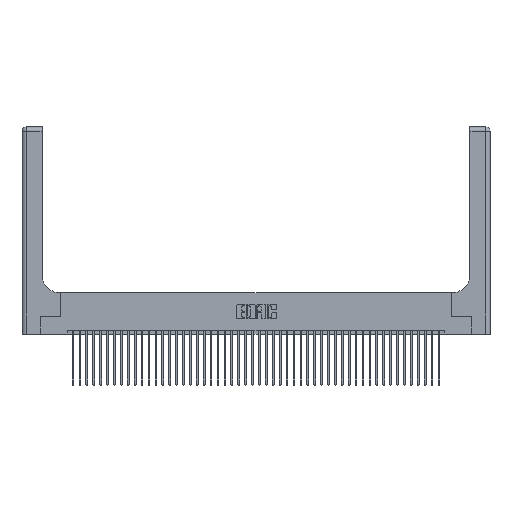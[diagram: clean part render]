
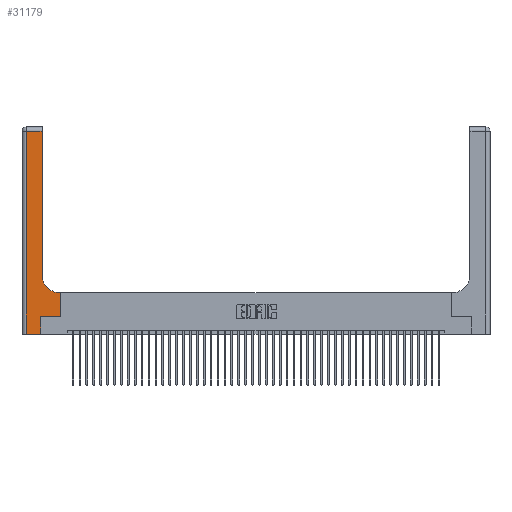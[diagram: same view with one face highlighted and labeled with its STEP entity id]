
A CAD part, top view. The second image highlights one B-rep face of the part: STEP entity #31179.
In plain terms, the highlighted planar face has unit normal (0, 0, 1).
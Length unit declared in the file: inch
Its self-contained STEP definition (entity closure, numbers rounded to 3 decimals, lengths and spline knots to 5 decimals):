
#226 = DIRECTION ( 'NONE',  ( 0., -1., 0. ) ) ;
#386 = CARTESIAN_POINT ( 'NONE',  ( 0.06, 2.94, 0.37 ) ) ;
#494 = EDGE_CURVE ( 'NONE', #32999, #26146, #18412, .T. ) ;
#1139 = CARTESIAN_POINT ( 'NONE',  ( 0.5415, 0.85, 0.37 ) ) ;
#1988 = CARTESIAN_POINT ( 'NONE',  ( 0.2915, 2.94, 0.37 ) ) ;
#3115 = EDGE_CURVE ( 'NONE', #30335, #41101, #44358, .T. ) ;
#4483 = VECTOR ( 'NONE', #20747, 39.37008 ) ;
#4708 = DIRECTION ( 'NONE',  ( 1., 0., 0. ) ) ;
#4984 = EDGE_CURVE ( 'NONE', #41101, #22759, #42122, .T. ) ;
#5034 = ORIENTED_EDGE ( 'NONE', *, *, #43522, .T. ) ;
#5875 = EDGE_CURVE ( 'NONE', #22759, #13702, #15932, .T. ) ;
#6004 = LINE ( 'NONE', #41600, #17663 ) ;
#6399 = EDGE_LOOP ( 'NONE', ( #14666, #26516, #5034, #33516, #41506, #8794, #32843, #28018, #13054 ) ) ;
#6881 = AXIS2_PLACEMENT_3D ( 'NONE', #1139, #25988, #4708 ) ;
#6898 = VERTEX_POINT ( 'NONE', #386 ) ;
#7702 = VECTOR ( 'NONE', #35003, 39.37008 ) ;
#8561 = CARTESIAN_POINT ( 'NONE',  ( 0.5585, 0.6, 0.37 ) ) ;
#8794 = ORIENTED_EDGE ( 'NONE', *, *, #5875, .T. ) ;
#9491 = LINE ( 'NONE', #31131, #36769 ) ;
#10475 = DIRECTION ( 'NONE',  ( 0., 1., 0. ) ) ;
#11527 = AXIS2_PLACEMENT_3D ( 'NONE', #21162, #17726, #42566 ) ;
#13054 = ORIENTED_EDGE ( 'NONE', *, *, #494, .T. ) ;
#13702 = VERTEX_POINT ( 'NONE', #15046 ) ;
#13889 = LINE ( 'NONE', #17158, #4483 ) ;
#14666 = ORIENTED_EDGE ( 'NONE', *, *, #26373, .T. ) ;
#15046 = CARTESIAN_POINT ( 'NONE',  ( 0.5585, 0.25, 0.37 ) ) ;
#15719 = LINE ( 'NONE', #33640, #25186 ) ;
#15932 = LINE ( 'NONE', #29973, #32638 ) ;
#17158 = CARTESIAN_POINT ( 'NONE',  ( 0.5585, 0.25, 0.37 ) ) ;
#17663 = VECTOR ( 'NONE', #20329, 39.37008 ) ;
#17726 = DIRECTION ( 'NONE',  ( 0., 0., -1. ) ) ;
#18412 = CIRCLE ( 'NONE', #6881, 0.25 ) ;
#19021 = CARTESIAN_POINT ( 'NONE',  ( 0.2915, 0.85, 0.37 ) ) ;
#19310 = DIRECTION ( 'NONE',  ( -1., 0., 0. ) ) ;
#19632 = EDGE_CURVE ( 'NONE', #13702, #39499, #13889, .T. ) ;
#20329 = DIRECTION ( 'NONE',  ( -1., 0., 0. ) ) ;
#20747 = DIRECTION ( 'NONE',  ( 0., 1., 0. ) ) ;
#20792 = EDGE_CURVE ( 'NONE', #32295, #6898, #6004, .T. ) ;
#21162 = CARTESIAN_POINT ( 'NONE',  ( 0., 3., 0.37 ) ) ;
#22759 = VERTEX_POINT ( 'NONE', #24102 ) ;
#22942 = LINE ( 'NONE', #24940, #41792 ) ;
#23260 = VECTOR ( 'NONE', #10475, 39.37008 ) ;
#24102 = CARTESIAN_POINT ( 'NONE',  ( 0.269, 0.25, 0.37 ) ) ;
#24940 = CARTESIAN_POINT ( 'NONE',  ( 0.06, 3., 0.37 ) ) ;
#25186 = VECTOR ( 'NONE', #19310, 39.37008 ) ;
#25988 = DIRECTION ( 'NONE',  ( 0., 0., -1. ) ) ;
#26146 = VERTEX_POINT ( 'NONE', #19021 ) ;
#26373 = EDGE_CURVE ( 'NONE', #26146, #32295, #9491, .T. ) ;
#26516 = ORIENTED_EDGE ( 'NONE', *, *, #20792, .T. ) ;
#27714 = CARTESIAN_POINT ( 'NONE',  ( 0.5415, 0.6, 0.37 ) ) ;
#28018 = ORIENTED_EDGE ( 'NONE', *, *, #41566, .T. ) ;
#29973 = CARTESIAN_POINT ( 'NONE',  ( 0.269, 0.25, 0.37 ) ) ;
#30335 = VERTEX_POINT ( 'NONE', #43441 ) ;
#31131 = CARTESIAN_POINT ( 'NONE',  ( 0.2915, 3., 0.37 ) ) ;
#31179 = ADVANCED_FACE ( 'NONE', ( #39426 ), #31896, .F. ) ;
#31896 = PLANE ( 'NONE',  #11527 ) ;
#31915 = CARTESIAN_POINT ( 'NONE',  ( 0.269, 0., 0.37 ) ) ;
#32295 = VERTEX_POINT ( 'NONE', #1988 ) ;
#32638 = VECTOR ( 'NONE', #40694, 39.37008 ) ;
#32843 = ORIENTED_EDGE ( 'NONE', *, *, #19632, .T. ) ;
#32999 = VERTEX_POINT ( 'NONE', #27714 ) ;
#33516 = ORIENTED_EDGE ( 'NONE', *, *, #3115, .T. ) ;
#33640 = CARTESIAN_POINT ( 'NONE',  ( 0.2915, 0.6, 0.37 ) ) ;
#34745 = DIRECTION ( 'NONE',  ( 0., 1., 0. ) ) ;
#35003 = DIRECTION ( 'NONE',  ( 1., 0., 0. ) ) ;
#36769 = VECTOR ( 'NONE', #34745, 39.37008 ) ;
#38556 = CARTESIAN_POINT ( 'NONE',  ( 0., 0., 0.37 ) ) ;
#39426 = FACE_OUTER_BOUND ( 'NONE', #6399, .T. ) ;
#39499 = VERTEX_POINT ( 'NONE', #8561 ) ;
#40694 = DIRECTION ( 'NONE',  ( 1., 0., 0. ) ) ;
#41101 = VERTEX_POINT ( 'NONE', #41552 ) ;
#41506 = ORIENTED_EDGE ( 'NONE', *, *, #4984, .T. ) ;
#41552 = CARTESIAN_POINT ( 'NONE',  ( 0.269, 0., 0.37 ) ) ;
#41566 = EDGE_CURVE ( 'NONE', #39499, #32999, #15719, .T. ) ;
#41600 = CARTESIAN_POINT ( 'NONE',  ( 0., 2.94, 0.37 ) ) ;
#41792 = VECTOR ( 'NONE', #226, 39.37008 ) ;
#42122 = LINE ( 'NONE', #31915, #23260 ) ;
#42566 = DIRECTION ( 'NONE',  ( -1., 0., 0. ) ) ;
#43441 = CARTESIAN_POINT ( 'NONE',  ( 0.06, 0., 0.37 ) ) ;
#43522 = EDGE_CURVE ( 'NONE', #6898, #30335, #22942, .T. ) ;
#44358 = LINE ( 'NONE', #38556, #7702 ) ;
